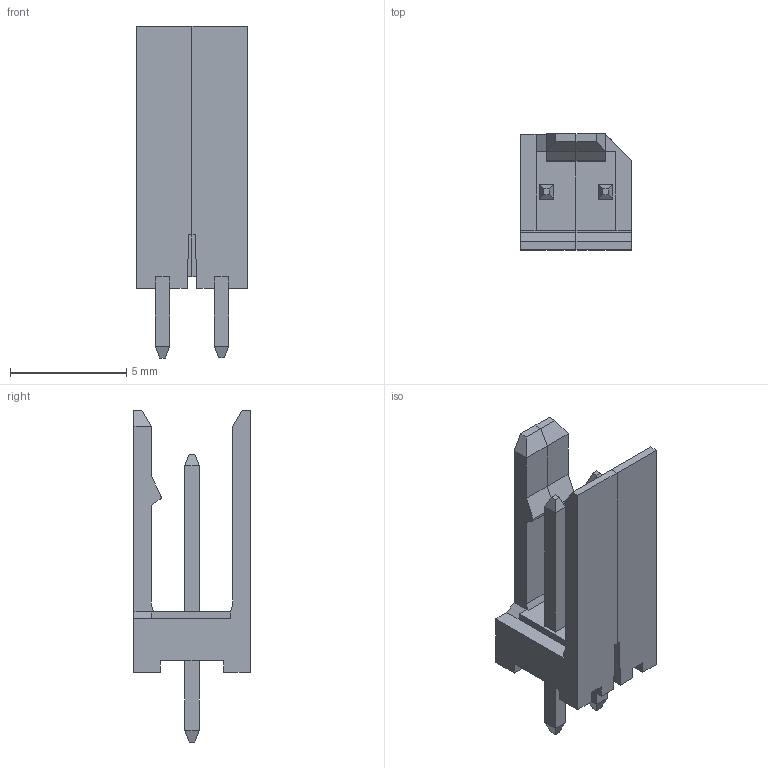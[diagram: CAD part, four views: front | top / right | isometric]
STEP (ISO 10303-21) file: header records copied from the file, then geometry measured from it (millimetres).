
FILE_DESCRIPTION(/* description */ ('Unknown'),/* implementation_level */ '2;1');
FILE_NAME(/* name */ '66100211622',/* time_stamp */ '2020-08-20T09:39:00+02:00',/* author */ ('Unknown'),/* organization */ ('Unknown'),/* preprocessor_version */ 'ST-DEVELOPER v16.7',/* originating_system */ 'DEX',/* authorisation */ $);
FILE_SCHEMA (('AUTOMOTIVE_DESIGN {1 0 10303 214 3 1 1}'));
Length unit declared in the file: millimetre
Products named in the file (3): 6610xx11622; 6610xx11622_DX; 6610xx11622_SX
Assembly tree (2 placements, depth 2):
  6610xx11622
    6610xx11622_DX
    6610xx11622_SX
Bounding box: 4.78 x 5 x 14.3 mm (x, y, z)
Volume: 102.1 mm3; surface area: 345.4 mm2
Topology: 2 solids, 2 shells, 123 faces, 322 edges, 207 vertices
Faces by surface type: plane 121, cylinder 2
Entity records: 4600 total; most frequent: CARTESIAN_POINT 655, ORIENTED_EDGE 644, DIRECTION 578, EDGE_CURVE 322, LINE 318, VECTOR 318, VERTEX_POINT 207, AXIS2_PLACEMENT_3D 130
